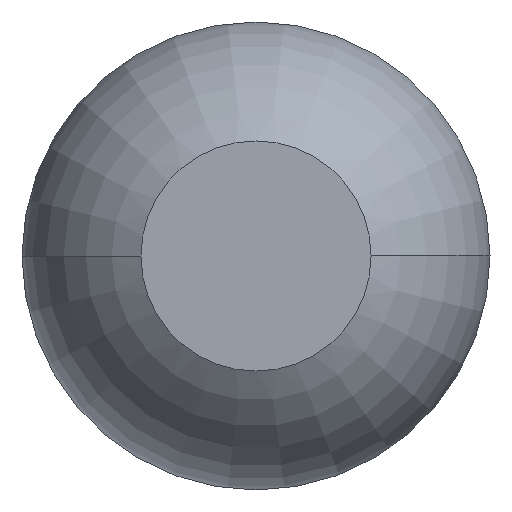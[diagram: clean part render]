
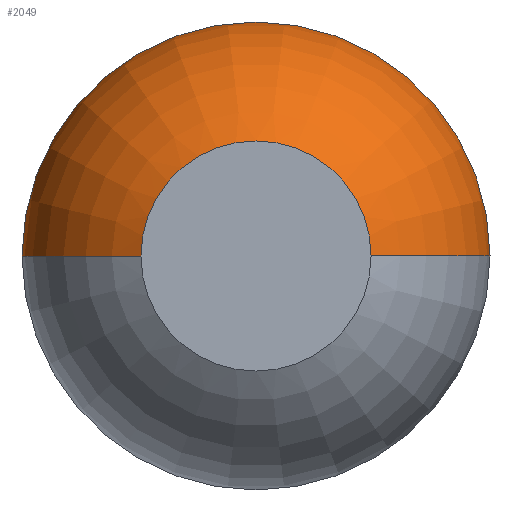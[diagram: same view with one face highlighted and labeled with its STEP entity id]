
A CAD part, front view. The second image highlights one B-rep face of the part: STEP entity #2049.
In plain terms, the highlighted toroidal (fillet/blend) face has major radius 0.005 mm and minor radius 0.3 mm.
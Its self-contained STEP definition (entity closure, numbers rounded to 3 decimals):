
#164 = DIRECTION ( 'NONE',  ( -1., 0., 0. ) ) ;
#282 = FACE_OUTER_BOUND ( 'NONE', #873, .T. ) ;
#284 = DIRECTION ( 'NONE',  ( -1., 0., 0. ) ) ;
#390 = AXIS2_PLACEMENT_3D ( 'NONE', #2366, #584, #284 ) ;
#465 = CARTESIAN_POINT ( 'NONE',  ( 0.305, -28.737, 0. ) ) ;
#518 = EDGE_CURVE ( 'Defeature ausgef�hrt1_2+Defeature ausgef�hrt1_0+Defeature ausgef�hrt1_0+Defeature ausgef�hrt1_0', #3280, #907, #1595, .T. ) ;
#584 = DIRECTION ( 'NONE',  ( 0., 0., -1. ) ) ;
#592 = CIRCLE ( 'NONE', #1498, 0.3 ) ;
#858 = EDGE_CURVE ( 'Defeature ausgef�hrt1_0+Defeature ausgef�hrt1_11+Defeature ausgef�hrt1_11+Defeature ausgef�hrt1_11', #1201, #2339, #3021, .T. ) ;
#873 = EDGE_LOOP ( 'NONE', ( #931, #1094, #3094, #1951 ) ) ;
#880 = DIRECTION ( 'NONE',  ( 0., 0., 1. ) ) ;
#907 = VERTEX_POINT ( 'NONE', #465 ) ;
#931 = ORIENTED_EDGE ( 'NONE', *, *, #858, .T. ) ;
#964 = CARTESIAN_POINT ( 'NONE',  ( 0., -28.737, 0. ) ) ;
#1053 = DIRECTION ( 'NONE',  ( -1., 0., 0. ) ) ;
#1056 = AXIS2_PLACEMENT_3D ( 'NONE', #964, #2163, #164 ) ;
#1094 = ORIENTED_EDGE ( 'NONE', *, *, #1656, .T. ) ;
#1201 = VERTEX_POINT ( 'NONE', #2387 ) ;
#1470 = CARTESIAN_POINT ( 'NONE',  ( 0.005, -28.737, 0. ) ) ;
#1498 = AXIS2_PLACEMENT_3D ( 'NONE', #1470, #880, #2341 ) ;
#1595 = CIRCLE ( 'NONE', #1056, 0.305 ) ;
#1611 = CARTESIAN_POINT ( 'NONE',  ( -0.305, -28.737, 0. ) ) ;
#1656 = EDGE_CURVE ( 'NONE', #2339, #907, #592, .T. ) ;
#1676 = EDGE_CURVE ( 'NONE', #1201, #3280, #1857, .T. ) ;
#1782 = CARTESIAN_POINT ( 'NONE',  ( 0., -28.737, 0. ) ) ;
#1857 = CIRCLE ( 'NONE', #390, 0.3 ) ;
#1951 = ORIENTED_EDGE ( 'NONE', *, *, #1676, .F. ) ;
#2049 = ADVANCED_FACE ( 'Defeature ausgef�hrt1_0', ( #282 ), #2321, .T. ) ;
#2057 = DIRECTION ( 'NONE',  ( 0., 1., 0. ) ) ;
#2163 = DIRECTION ( 'NONE',  ( 0., 1., 0. ) ) ;
#2169 = CARTESIAN_POINT ( 'NONE',  ( 0., -29., 0. ) ) ;
#2279 = AXIS2_PLACEMENT_3D ( 'NONE', #1782, #2057, #3201 ) ;
#2321 = TOROIDAL_SURFACE ( 'NONE', #2279, 0.005, 0.3 ) ;
#2339 = VERTEX_POINT ( 'NONE', #3751 ) ;
#2341 = DIRECTION ( 'NONE',  ( 1., 0., 0. ) ) ;
#2366 = CARTESIAN_POINT ( 'NONE',  ( -0.005, -28.737, 0. ) ) ;
#2387 = CARTESIAN_POINT ( 'NONE',  ( -0.15, -29., 0. ) ) ;
#3021 = CIRCLE ( 'NONE', #3634, 0.15 ) ;
#3076 = DIRECTION ( 'NONE',  ( 0., 1., 0. ) ) ;
#3094 = ORIENTED_EDGE ( 'NONE', *, *, #518, .F. ) ;
#3201 = DIRECTION ( 'NONE',  ( -1., 0., 0. ) ) ;
#3280 = VERTEX_POINT ( 'NONE', #1611 ) ;
#3634 = AXIS2_PLACEMENT_3D ( 'NONE', #2169, #3076, #1053 ) ;
#3751 = CARTESIAN_POINT ( 'NONE',  ( 0.15, -29., 0. ) ) ;
